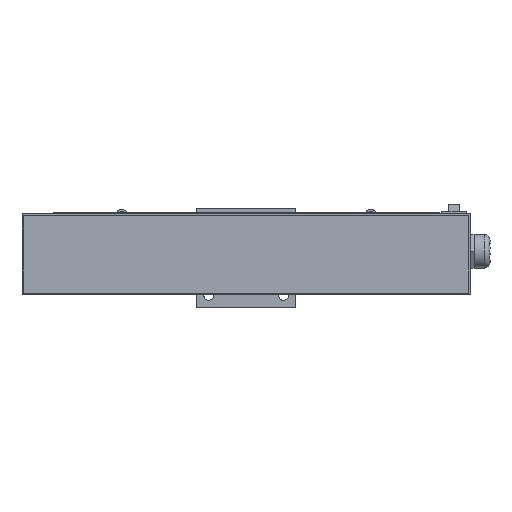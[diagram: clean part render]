
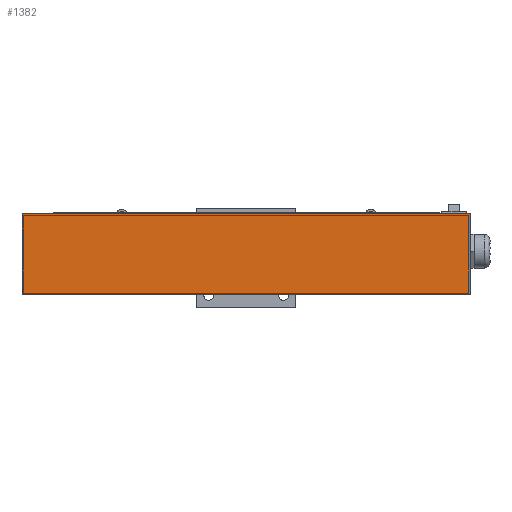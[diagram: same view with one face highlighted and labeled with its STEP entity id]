
A CAD part, front view. The second image highlights one B-rep face of the part: STEP entity #1382.
In plain terms, the highlighted free-form (B-spline) face has degree [1, 1] with [2, 2] control points.
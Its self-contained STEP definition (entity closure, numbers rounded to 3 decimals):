
#1350 = VERTEX_POINT('',#1351);
#1351 = CARTESIAN_POINT('',(213.27,-415.394,
    -35.675));
#1364 = VERTEX_POINT('',#1365);
#1365 = CARTESIAN_POINT('',(213.27,-415.394,
    35.675));
#1370 = EDGE_CURVE('',#1350,#1364,#1371,.T.);
#1371 = B_SPLINE_CURVE_WITH_KNOTS('',1,(#1372,#1373),.UNSPECIFIED.,.F.,
  .F.,(2,2),(0.,6.5),.PIECEWISE_BEZIER_KNOTS.);
#1372 = CARTESIAN_POINT('',(213.27,-415.394,
    -35.675));
#1373 = CARTESIAN_POINT('',(213.27,-415.394,
    35.675));
#1382 = ADVANCED_FACE('',(#1383),#1405,.T.);
#1383 = FACE_BOUND('',#1384,.T.);
#1384 = EDGE_LOOP('',(#1385,#1392,#1393,#1400));
#1385 = ORIENTED_EDGE('',*,*,#1386,.F.);
#1386 = EDGE_CURVE('',#1350,#1387,#1389,.T.);
#1387 = VERTEX_POINT('',#1388);
#1388 = CARTESIAN_POINT('',(-181.896,-415.394,
    -35.675));
#1389 = B_SPLINE_CURVE_WITH_KNOTS('',1,(#1390,#1391),.UNSPECIFIED.,.F.,
  .F.,(2,2),(0.,36.),.PIECEWISE_BEZIER_KNOTS.);
#1390 = CARTESIAN_POINT('',(213.27,-415.394,
    -35.675));
#1391 = CARTESIAN_POINT('',(-181.896,-415.394,
    -35.675));
#1392 = ORIENTED_EDGE('',*,*,#1370,.T.);
#1393 = ORIENTED_EDGE('',*,*,#1394,.F.);
#1394 = EDGE_CURVE('',#1395,#1364,#1397,.T.);
#1395 = VERTEX_POINT('',#1396);
#1396 = CARTESIAN_POINT('',(-181.896,-415.394,
    35.675));
#1397 = B_SPLINE_CURVE_WITH_KNOTS('',1,(#1398,#1399),.UNSPECIFIED.,.F.,
  .F.,(2,2),(-36.,0.),.PIECEWISE_BEZIER_KNOTS.);
#1398 = CARTESIAN_POINT('',(-181.896,-415.394,
    35.675));
#1399 = CARTESIAN_POINT('',(213.27,-415.394,
    35.675));
#1400 = ORIENTED_EDGE('',*,*,#1401,.F.);
#1401 = EDGE_CURVE('',#1387,#1395,#1402,.T.);
#1402 = B_SPLINE_CURVE_WITH_KNOTS('',1,(#1403,#1404),.UNSPECIFIED.,.F.,
  .F.,(2,2),(0.,6.5),.PIECEWISE_BEZIER_KNOTS.);
#1403 = CARTESIAN_POINT('',(-181.896,-415.394,
    -35.675));
#1404 = CARTESIAN_POINT('',(-181.896,-415.394,
    35.675));
#1405 = B_SPLINE_SURFACE_WITH_KNOTS('',1,1,(
    (#1406,#1407)
    ,(#1408,#1409
    )),.UNSPECIFIED.,.F.,.F.,.F.,(2,2),(2,2),(0.,36.),(0.,6.5),
  .PIECEWISE_BEZIER_KNOTS.);
#1406 = CARTESIAN_POINT('',(-181.896,-415.394,
    -35.675));
#1407 = CARTESIAN_POINT('',(-181.896,-415.394,
    35.675));
#1408 = CARTESIAN_POINT('',(213.27,-415.394,
    -35.675));
#1409 = CARTESIAN_POINT('',(213.27,-415.394,
    35.675));
